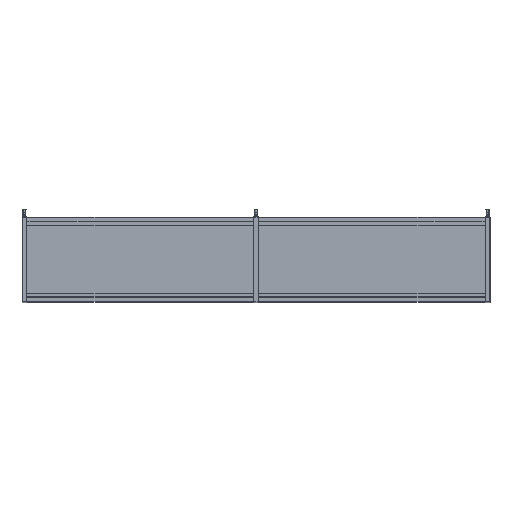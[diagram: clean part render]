
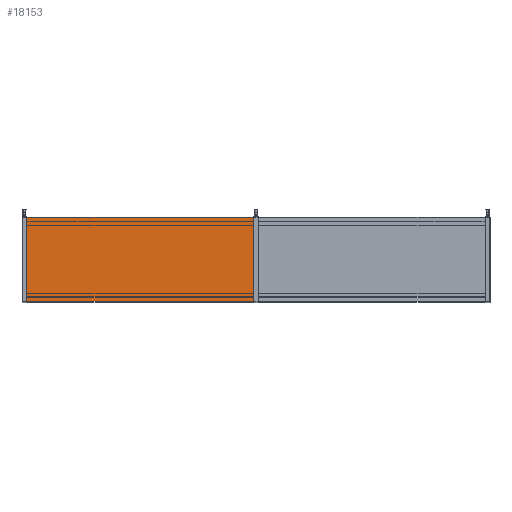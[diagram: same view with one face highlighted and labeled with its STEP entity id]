
A CAD part, top view. The second image highlights one B-rep face of the part: STEP entity #18153.
In plain terms, the highlighted planar face has unit normal (0, 0, 1).
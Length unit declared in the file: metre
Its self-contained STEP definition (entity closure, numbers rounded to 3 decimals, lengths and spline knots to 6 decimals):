
#1349=ORIENTED_EDGE('',*,*,#6361,.F.);
#1350=ORIENTED_EDGE('',*,*,#6330,.F.);
#1351=ORIENTED_EDGE('',*,*,#6362,.T.);
#1352=ORIENTED_EDGE('',*,*,#6359,.T.);
#6330=EDGE_CURVE('',#8854,#8852,#10576,.T.);
#6359=EDGE_CURVE('',#8874,#8873,#10605,.T.);
#6361=EDGE_CURVE('',#8852,#8873,#10607,.T.);
#6362=EDGE_CURVE('',#8854,#8874,#10608,.T.);
#8852=VERTEX_POINT('',#26293);
#8854=VERTEX_POINT('',#26297);
#8873=VERTEX_POINT('',#26355);
#8874=VERTEX_POINT('',#26357);
#10576=LINE('',#26298,#12586);
#10605=LINE('',#26356,#12615);
#10607=LINE('',#26360,#12617);
#10608=LINE('',#26361,#12618);
#12586=VECTOR('',#21037,1.);
#12615=VECTOR('',#21086,1.);
#12617=VECTOR('',#21090,1.);
#12618=VECTOR('',#21091,1.);
#14590=EDGE_LOOP('',(#1349,#1350,#1351,#1352));
#16044=FACE_BOUND('',#14590,.T.);
#17482=PLANE('',#19334);
#18153=ADVANCED_FACE('',(#16044),#17482,.T.);
#19334=AXIS2_PLACEMENT_3D('',#26359,#21088,#21089);
#21037=DIRECTION('',(-1.,0.,0.));
#21086=DIRECTION('',(-1.,0.,0.));
#21088=DIRECTION('',(0.,0.,1.));
#21089=DIRECTION('',(1.,0.,0.));
#21090=DIRECTION('',(0.,1.,0.));
#21091=DIRECTION('',(0.,1.,0.));
#26293=CARTESIAN_POINT('',(0.,-0.0095,0.1125));
#26297=CARTESIAN_POINT('',(1.2,-0.0095,0.1125));
#26298=CARTESIAN_POINT('',(1.2,-0.0095,0.1125));
#26355=CARTESIAN_POINT('',(0.,0.4345,0.1125));
#26356=CARTESIAN_POINT('',(1.2,0.4345,0.1125));
#26357=CARTESIAN_POINT('',(1.2,0.4345,0.1125));
#26359=CARTESIAN_POINT('',(1.2,0.2125,0.1125));
#26360=CARTESIAN_POINT('',(0.,0.2125,0.1125));
#26361=CARTESIAN_POINT('',(1.2,0.2125,0.1125));
